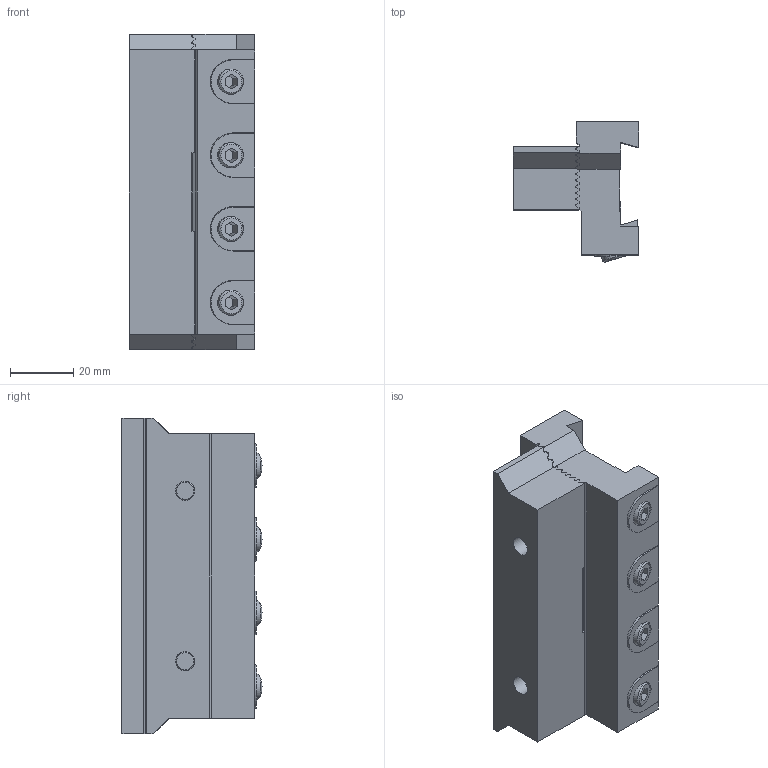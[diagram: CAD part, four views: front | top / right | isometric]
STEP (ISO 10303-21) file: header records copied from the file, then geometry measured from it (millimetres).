
FILE_DESCRIPTION(/* description */ (''),/* implementation_level */ '2;1');
FILE_NAME(/* name */ '150.10-2020-20.stp',/* time_stamp */ '2012-12-10T11:45:45+05:00',/* author */ (''),/* organization */ (''),/* preprocessor_version */ 'ST-DEVELOPER v11',/* originating_system */ 'SIEMENS PLM Software NX 7.5',/* authorisation */ '');
FILE_SCHEMA (('AUTOMOTIVE_DESIGN { 1 0 10303 214 1 1 1 1 }'));
Length unit declared in the file: millimetre
Products named in the file (1): inpuF657spfo
Bounding box: 39.8 x 44.37 x 100 mm (x, y, z)
Volume: 94894 mm3; surface area: 35558.9 mm2
Topology: 12 solids, 15 shells, 378 faces, 1016 edges, 669 vertices
Faces by surface type: plane 270, cylinder 83, cone 25
Full cylindrical faces by diameter (mm): 6 x2, 6.1 x2, 6.15 x2, 6.2 x4, 8 x12, 8.5 x4, 12 x2, 16 x2
Entity records: 11846 total; most frequent: CARTESIAN_POINT 2410, DIRECTION 1909, ORIENTED_EDGE 1888, EDGE_CURVE 944, LINE 689, VECTOR 689, VERTEX_POINT 655, AXIS2_PLACEMENT_3D 610
